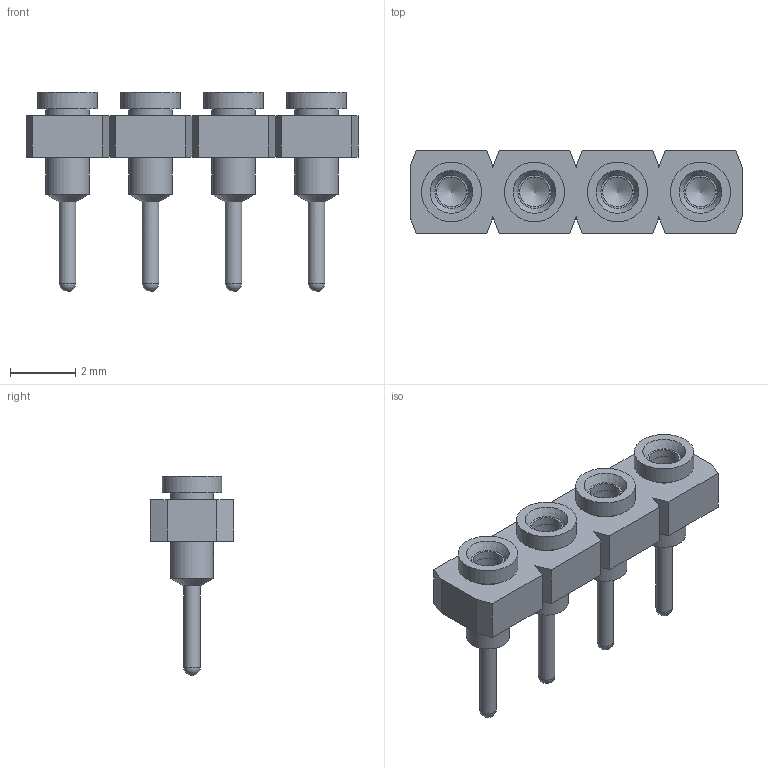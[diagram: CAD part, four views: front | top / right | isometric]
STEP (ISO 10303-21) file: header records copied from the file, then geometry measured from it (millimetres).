
FILE_DESCRIPTION(('FreeCAD Model'),'2;1');
FILE_NAME('Open CASCADE Shape Model','2025-01-11T13:10:20',(''),(''), 'Open CASCADE STEP processor 7.8','FreeCAD','Unknown');
FILE_SCHEMA(('AUTOMOTIVE_DESIGN { 1 0 10303 214 1 1 1 1 }'));
Length unit declared in the file: millimetre
Products named in the file (5): SL-104_socket; SC-4P1_pins006; SC-4P1_pins007; SC-4P1_pins008; SC-4P1_pins009
Bounding box: 10.16 x 2.54 x 6.1 mm (x, y, z)
Volume: 38.4 mm3; surface area: 230.2 mm2
Topology: 5 solids, 5 shells, 96 faces, 210 edges, 136 vertices
Faces by surface type: plane 48, cylinder 28, cone 16, sphere 4
Full cylindrical faces by diameter (mm): 0.508 x4, 0.914 x4, 1.016 x4, 1.321 x12, 1.829 x4
Entity records: 2672 total; most frequent: CARTESIAN_POINT 499, DIRECTION 424, ORIENTED_EDGE 404, EDGE_CURVE 202, AXIS2_PLACEMENT_3D 173, VERTEX_POINT 136, FACE_BOUND 124, EDGE_LOOP 124
